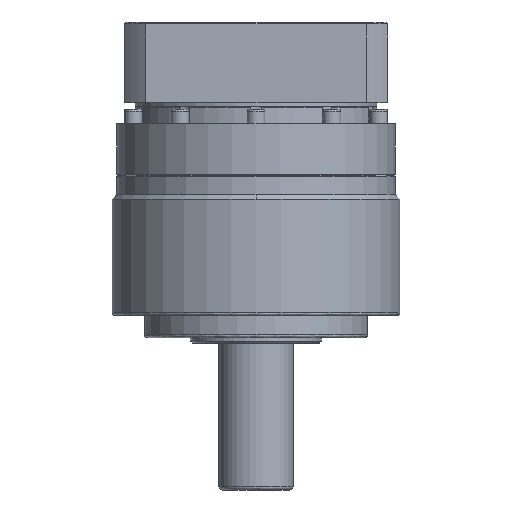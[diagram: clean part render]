
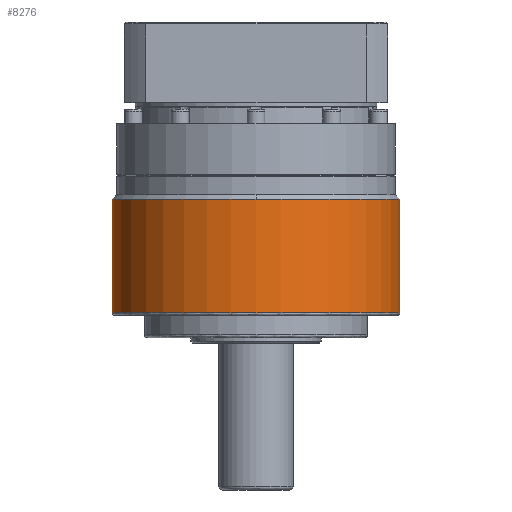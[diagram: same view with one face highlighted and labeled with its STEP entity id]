
A CAD part, front view. The second image highlights one B-rep face of the part: STEP entity #8276.
In plain terms, the highlighted cylindrical face has radius 77.5 mm (diameter 155 mm), a partial arc.
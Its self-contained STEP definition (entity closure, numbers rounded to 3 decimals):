
#179 = ORIENTED_EDGE ( 'NONE', *, *, #5779, .F. ) ;
#709 = AXIS2_PLACEMENT_3D ( 'NONE', #5271, #5124, #5035 ) ;
#1113 = EDGE_CURVE ( 'NONE', #16155, #3236, #6770, .T. ) ;
#2180 = CARTESIAN_POINT ( 'NONE',  ( -77.5, 0., 13.5 ) ) ;
#2192 = CARTESIAN_POINT ( 'NONE',  ( -77.5, 0., 74.5 ) ) ;
#2776 = CARTESIAN_POINT ( 'NONE',  ( 0., -77.5, 74.5 ) ) ;
#3236 = VERTEX_POINT ( 'NONE', #2192 ) ;
#3468 = ORIENTED_EDGE ( 'NONE', *, *, #5926, .T. ) ;
#3701 = EDGE_LOOP ( 'NONE', ( #179, #5595, #3468, #20027, #21209 ) ) ;
#3874 = AXIS2_PLACEMENT_3D ( 'NONE', #12479, #12430, #12282 ) ;
#3953 = FACE_OUTER_BOUND ( 'NONE', #3701, .T. ) ;
#4884 = EDGE_CURVE ( 'NONE', #20945, #13229, #16461, .T. ) ;
#5035 = DIRECTION ( 'NONE',  ( 1., 0., 0. ) ) ;
#5124 = DIRECTION ( 'NONE',  ( 0., 0., -1. ) ) ;
#5271 = CARTESIAN_POINT ( 'NONE',  ( 0., 0., 74.5 ) ) ;
#5595 = ORIENTED_EDGE ( 'NONE', *, *, #4884, .T. ) ;
#5779 = EDGE_CURVE ( 'NONE', #20945, #3236, #13688, .T. ) ;
#5926 = EDGE_CURVE ( 'NONE', #13229, #9910, #21865, .T. ) ;
#6118 = EDGE_CURVE ( 'NONE', #9910, #16155, #21984, .T. ) ;
#6770 = CIRCLE ( 'NONE', #16570, 77.5 ) ;
#8276 = ADVANCED_FACE ( 'NONE', ( #3953 ), #22040, .T. ) ;
#9910 = VERTEX_POINT ( 'NONE', #20967 ) ;
#12282 = DIRECTION ( 'NONE',  ( 1., 0., 0. ) ) ;
#12430 = DIRECTION ( 'NONE',  ( 0., 0., 1. ) ) ;
#12479 = CARTESIAN_POINT ( 'NONE',  ( 0., 0., 13.5 ) ) ;
#12755 = CARTESIAN_POINT ( 'NONE',  ( 77.5, 0., 0. ) ) ;
#13121 = DIRECTION ( 'NONE',  ( 0., 0., 1. ) ) ;
#13229 = VERTEX_POINT ( 'NONE', #14723 ) ;
#13335 = AXIS2_PLACEMENT_3D ( 'NONE', #17707, #16787, #16030 ) ;
#13688 = LINE ( 'NONE', #17355, #23404 ) ;
#14723 = CARTESIAN_POINT ( 'NONE',  ( 77.5, 0., 13.5 ) ) ;
#16030 = DIRECTION ( 'NONE',  ( 1., 0., 0. ) ) ;
#16155 = VERTEX_POINT ( 'NONE', #2776 ) ;
#16461 = CIRCLE ( 'NONE', #3874, 77.5 ) ;
#16570 = AXIS2_PLACEMENT_3D ( 'NONE', #17896, #17735, #17282 ) ;
#16668 = VECTOR ( 'NONE', #13121, 1000. ) ;
#16787 = DIRECTION ( 'NONE',  ( 0., 0., 1. ) ) ;
#17271 = DIRECTION ( 'NONE',  ( 0., 0., 1. ) ) ;
#17282 = DIRECTION ( 'NONE',  ( 1., 0., 0. ) ) ;
#17355 = CARTESIAN_POINT ( 'NONE',  ( -77.5, 0., 0. ) ) ;
#17707 = CARTESIAN_POINT ( 'NONE',  ( 0., 0., 0. ) ) ;
#17735 = DIRECTION ( 'NONE',  ( 0., 0., -1. ) ) ;
#17896 = CARTESIAN_POINT ( 'NONE',  ( 0., 0., 74.5 ) ) ;
#20027 = ORIENTED_EDGE ( 'NONE', *, *, #6118, .T. ) ;
#20945 = VERTEX_POINT ( 'NONE', #2180 ) ;
#20967 = CARTESIAN_POINT ( 'NONE',  ( 77.5, 0., 74.5 ) ) ;
#21209 = ORIENTED_EDGE ( 'NONE', *, *, #1113, .T. ) ;
#21865 = LINE ( 'NONE', #12755, #16668 ) ;
#21984 = CIRCLE ( 'NONE', #709, 77.5 ) ;
#22040 = CYLINDRICAL_SURFACE ( 'NONE', #13335, 77.5 ) ;
#23404 = VECTOR ( 'NONE', #17271, 1000. ) ;
